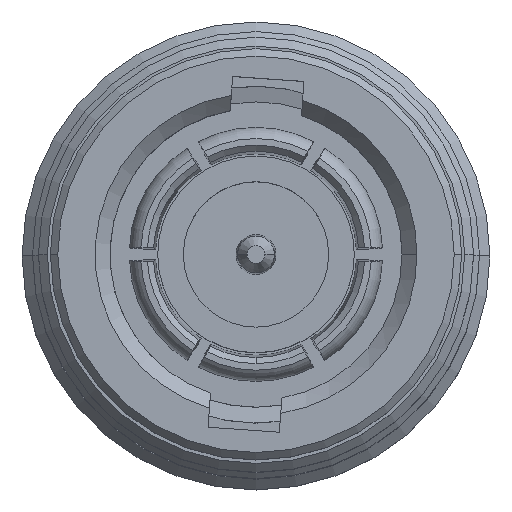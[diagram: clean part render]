
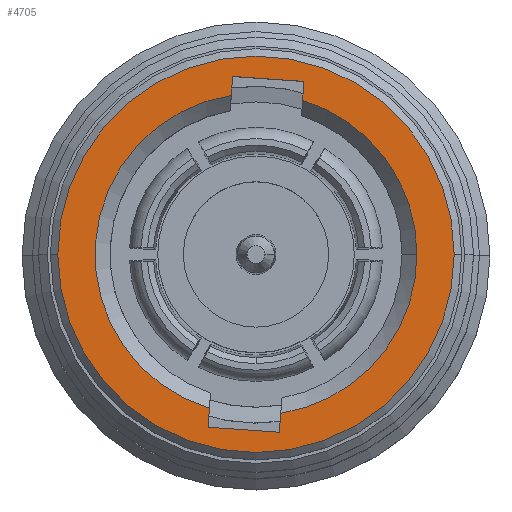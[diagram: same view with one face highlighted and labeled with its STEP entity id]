
A CAD part, top view. The second image highlights one B-rep face of the part: STEP entity #4705.
In plain terms, the highlighted planar face has unit normal (0, 0, 1).
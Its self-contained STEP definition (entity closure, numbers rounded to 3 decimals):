
#62 = EDGE_CURVE ( 'NONE', #507, #7281, #4465, .T. ) ;
#195 = CARTESIAN_POINT ( 'NONE',  ( 5.4, 0., 0.95 ) ) ;
#419 = LINE ( 'NONE', #503, #3281 ) ;
#470 = AXIS2_PLACEMENT_3D ( 'NONE', #685, #4690, #1248 ) ;
#500 = CARTESIAN_POINT ( 'NONE',  ( 0., 0., 0.95 ) ) ;
#503 = CARTESIAN_POINT ( 'NONE',  ( 1.609, 5.802, 0.95 ) ) ;
#507 = VERTEX_POINT ( 'NONE', #2005 ) ;
#621 = VERTEX_POINT ( 'NONE', #6476 ) ;
#685 = CARTESIAN_POINT ( 'NONE',  ( 0., 0., 0.95 ) ) ;
#719 = CARTESIAN_POINT ( 'NONE',  ( -0.786, 5.969, 0.95 ) ) ;
#848 = EDGE_CURVE ( 'NONE', #4427, #3093, #1049, .T. ) ;
#1039 = DIRECTION ( 'NONE',  ( -1., 0., 0. ) ) ;
#1049 = CIRCLE ( 'NONE', #470, 5.4 ) ;
#1225 = VECTOR ( 'NONE', #4616, 1000. ) ;
#1234 = VERTEX_POINT ( 'NONE', #1823 ) ;
#1248 = DIRECTION ( 'NONE',  ( 1., 0., 0. ) ) ;
#1256 = VERTEX_POINT ( 'NONE', #5434 ) ;
#1336 = VECTOR ( 'NONE', #6952, 1000. ) ;
#1392 = EDGE_CURVE ( 'NONE', #7344, #4427, #2981, .T. ) ;
#1463 = CARTESIAN_POINT ( 'NONE',  ( -0.83, 5.336, 0.95 ) ) ;
#1494 = CARTESIAN_POINT ( 'NONE',  ( -1.564, -5.168, 0.95 ) ) ;
#1603 = VECTOR ( 'NONE', #7296, 1000. ) ;
#1630 = DIRECTION ( 'NONE',  ( 0.07, 0.998, 0. ) ) ;
#1724 = DIRECTION ( 'NONE',  ( 0., 0., 1. ) ) ;
#1766 = ORIENTED_EDGE ( 'NONE', *, *, #2314, .F. ) ;
#1780 = EDGE_CURVE ( 'NONE', #621, #1234, #4110, .T. ) ;
#1820 = CARTESIAN_POINT ( 'NONE',  ( 0., 0., 0.95 ) ) ;
#1823 = CARTESIAN_POINT ( 'NONE',  ( -6.65, 0., 0.95 ) ) ;
#2005 = CARTESIAN_POINT ( 'NONE',  ( -1.609, -5.802, 0.95 ) ) ;
#2055 = DIRECTION ( 'NONE',  ( 0., 0., 1. ) ) ;
#2076 = DIRECTION ( 'NONE',  ( 0.07, 0.998, 0. ) ) ;
#2145 = ORIENTED_EDGE ( 'NONE', *, *, #1780, .T. ) ;
#2166 = ORIENTED_EDGE ( 'NONE', *, *, #5401, .T. ) ;
#2172 = DIRECTION ( 'NONE',  ( 0., 0., 1. ) ) ;
#2314 = EDGE_CURVE ( 'NONE', #3093, #1256, #419, .T. ) ;
#2365 = ORIENTED_EDGE ( 'NONE', *, *, #4673, .F. ) ;
#2393 = DIRECTION ( 'NONE',  ( -1., 0., 0. ) ) ;
#2472 = LINE ( 'NONE', #4914, #6860 ) ;
#2670 = ORIENTED_EDGE ( 'NONE', *, *, #62, .F. ) ;
#2746 = ORIENTED_EDGE ( 'NONE', *, *, #1392, .F. ) ;
#2795 = EDGE_LOOP ( 'NONE', ( #2365, #3063, #6328, #1766, #3225, #2746, #5663, #2670, #5095 ) ) ;
#2822 = VERTEX_POINT ( 'NONE', #3410 ) ;
#2981 = CIRCLE ( 'NONE', #5372, 5.4 ) ;
#3063 = ORIENTED_EDGE ( 'NONE', *, *, #5602, .F. ) ;
#3093 = VERTEX_POINT ( 'NONE', #6765 ) ;
#3225 = ORIENTED_EDGE ( 'NONE', *, *, #848, .F. ) ;
#3281 = VECTOR ( 'NONE', #1630, 1000. ) ;
#3410 = CARTESIAN_POINT ( 'NONE',  ( -0.786, 5.969, 0.95 ) ) ;
#3519 = AXIS2_PLACEMENT_3D ( 'NONE', #500, #4496, #1039 ) ;
#3538 = CARTESIAN_POINT ( 'NONE',  ( -1.528, -4.656, 0.95 ) ) ;
#3547 = CIRCLE ( 'NONE', #4548, 5.4 ) ;
#3981 = FACE_OUTER_BOUND ( 'NONE', #5211, .T. ) ;
#4021 = CARTESIAN_POINT ( 'NONE',  ( -0.866, 4.823, 0.95 ) ) ;
#4110 = CIRCLE ( 'NONE', #4721, 6.65 ) ;
#4352 = CARTESIAN_POINT ( 'NONE',  ( 0.786, -5.969, 0.95 ) ) ;
#4392 = AXIS2_PLACEMENT_3D ( 'NONE', #1820, #5820, #2393 ) ;
#4427 = VERTEX_POINT ( 'NONE', #195 ) ;
#4465 = LINE ( 'NONE', #5531, #1603 ) ;
#4496 = DIRECTION ( 'NONE',  ( 0., 0., 1. ) ) ;
#4548 = AXIS2_PLACEMENT_3D ( 'NONE', #5145, #1724, #5722 ) ;
#4611 = EDGE_CURVE ( 'NONE', #7281, #7344, #2472, .T. ) ;
#4616 = DIRECTION ( 'NONE',  ( -0.07, -0.998, 0. ) ) ;
#4673 = EDGE_CURVE ( 'NONE', #5037, #5295, #3547, .T. ) ;
#4690 = DIRECTION ( 'NONE',  ( 0., 0., 1. ) ) ;
#4705 = ADVANCED_FACE ( 'NONE', ( #5500, #3981 ), #6934, .F. ) ;
#4721 = AXIS2_PLACEMENT_3D ( 'NONE', #5471, #2055, #6057 ) ;
#4914 = CARTESIAN_POINT ( 'NONE',  ( 0.866, -4.823, 0.95 ) ) ;
#4918 = VECTOR ( 'NONE', #5237, 1000. ) ;
#5037 = VERTEX_POINT ( 'NONE', #1463 ) ;
#5095 = ORIENTED_EDGE ( 'NONE', *, *, #6956, .F. ) ;
#5110 = LINE ( 'NONE', #3538, #4918 ) ;
#5145 = CARTESIAN_POINT ( 'NONE',  ( 0., 0., 0.95 ) ) ;
#5211 = EDGE_LOOP ( 'NONE', ( #2166, #2145 ) ) ;
#5237 = DIRECTION ( 'NONE',  ( -0.07, -0.998, 0. ) ) ;
#5295 = VERTEX_POINT ( 'NONE', #1494 ) ;
#5372 = AXIS2_PLACEMENT_3D ( 'NONE', #5589, #2172, #6182 ) ;
#5401 = EDGE_CURVE ( 'NONE', #1234, #621, #6349, .T. ) ;
#5434 = CARTESIAN_POINT ( 'NONE',  ( 1.609, 5.802, 0.95 ) ) ;
#5471 = CARTESIAN_POINT ( 'NONE',  ( 0., 0., 0.95 ) ) ;
#5500 = FACE_BOUND ( 'NONE', #2795, .T. ) ;
#5531 = CARTESIAN_POINT ( 'NONE',  ( -1.609, -5.802, 0.95 ) ) ;
#5589 = CARTESIAN_POINT ( 'NONE',  ( 0., 0., 0.95 ) ) ;
#5602 = EDGE_CURVE ( 'NONE', #2822, #5037, #7332, .T. ) ;
#5663 = ORIENTED_EDGE ( 'NONE', *, *, #4611, .F. ) ;
#5722 = DIRECTION ( 'NONE',  ( 1., 0., 0. ) ) ;
#5731 = LINE ( 'NONE', #719, #1336 ) ;
#5820 = DIRECTION ( 'NONE',  ( 0., 0., -1. ) ) ;
#6057 = DIRECTION ( 'NONE',  ( -1., 0., 0. ) ) ;
#6182 = DIRECTION ( 'NONE',  ( 1., 0., 0. ) ) ;
#6328 = ORIENTED_EDGE ( 'NONE', *, *, #6975, .F. ) ;
#6349 = CIRCLE ( 'NONE', #3519, 6.65 ) ;
#6476 = CARTESIAN_POINT ( 'NONE',  ( 6.65, 0., 0.95 ) ) ;
#6728 = CARTESIAN_POINT ( 'NONE',  ( 0.83, -5.336, 0.95 ) ) ;
#6765 = CARTESIAN_POINT ( 'NONE',  ( 1.564, 5.168, 0.95 ) ) ;
#6860 = VECTOR ( 'NONE', #2076, 1000. ) ;
#6934 = PLANE ( 'NONE',  #4392 ) ;
#6952 = DIRECTION ( 'NONE',  ( -0.998, 0.07, 0. ) ) ;
#6956 = EDGE_CURVE ( 'NONE', #5295, #507, #5110, .T. ) ;
#6975 = EDGE_CURVE ( 'NONE', #1256, #2822, #5731, .T. ) ;
#7281 = VERTEX_POINT ( 'NONE', #4352 ) ;
#7296 = DIRECTION ( 'NONE',  ( 0.998, -0.07, 0. ) ) ;
#7332 = LINE ( 'NONE', #4021, #1225 ) ;
#7344 = VERTEX_POINT ( 'NONE', #6728 ) ;
